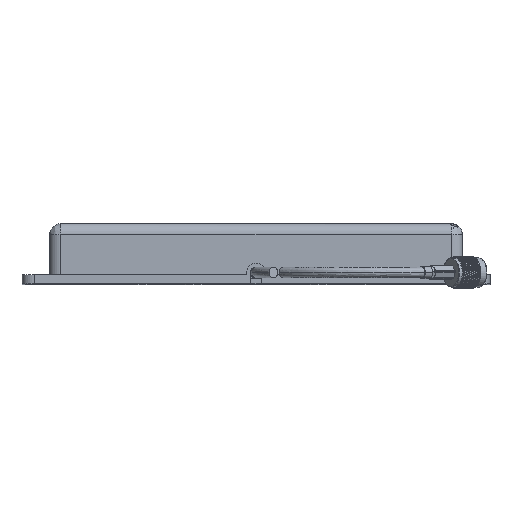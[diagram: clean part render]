
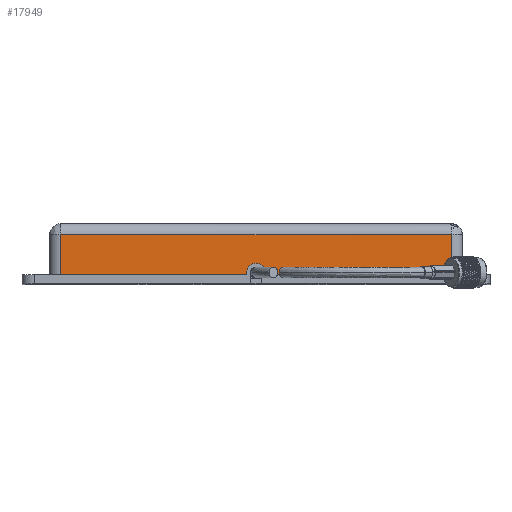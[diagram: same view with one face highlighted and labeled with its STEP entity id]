
A CAD part, top view. The second image highlights one B-rep face of the part: STEP entity #17949.
In plain terms, the highlighted face is planar.
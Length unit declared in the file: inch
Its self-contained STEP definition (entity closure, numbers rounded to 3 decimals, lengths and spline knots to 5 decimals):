
#490 = DIRECTION ( 'NONE',  ( 0., 0., 1. ) ) ;
#1316 = ORIENTED_EDGE ( 'NONE', *, *, #120726, .F. ) ;
#4693 = DIRECTION ( 'NONE',  ( 0., 0., -1. ) ) ;
#4825 = ORIENTED_EDGE ( 'NONE', *, *, #45357, .F. ) ;
#5799 = VECTOR ( 'NONE', #113022, 39.37008 ) ;
#5814 = VERTEX_POINT ( 'NONE', #117238 ) ;
#6461 = VERTEX_POINT ( 'NONE', #118473 ) ;
#7249 = CARTESIAN_POINT ( 'NONE',  ( 18.89771, 16.96078, 0.13 ) ) ;
#10512 = CARTESIAN_POINT ( 'NONE',  ( 18.89771, 16.96078, -0.04 ) ) ;
#12636 = CARTESIAN_POINT ( 'NONE',  ( 19.06771, 16.96078, -0.038 ) ) ;
#17205 = ORIENTED_EDGE ( 'NONE', *, *, #108047, .T. ) ;
#17949 = ADVANCED_FACE ( 'NONE', ( #34618 ), #115756, .T. ) ;
#20866 = ORIENTED_EDGE ( 'NONE', *, *, #68620, .T. ) ;
#21996 = CARTESIAN_POINT ( 'NONE',  ( 18.72771, 16.96078, -0.082 ) ) ;
#23405 = CARTESIAN_POINT ( 'NONE',  ( 15.34771, 16.96078, -0.08 ) ) ;
#24665 = CARTESIAN_POINT ( 'NONE',  ( 22.80271, 16.96078, -0.08 ) ) ;
#27078 = CARTESIAN_POINT ( 'NONE',  ( 18.72771, 16.96078, -0.08 ) ) ;
#33342 = VERTEX_POINT ( 'NONE', #79893 ) ;
#33845 = LINE ( 'NONE', #12636, #5799 ) ;
#34618 = FACE_OUTER_BOUND ( 'NONE', #51470, .T. ) ;
#35486 = ORIENTED_EDGE ( 'NONE', *, *, #66123, .T. ) ;
#36547 = EDGE_CURVE ( 'NONE', #6461, #33342, #33845, .T. ) ;
#36927 = ORIENTED_EDGE ( 'NONE', *, *, #36547, .F. ) ;
#38912 = VECTOR ( 'NONE', #39863, 39.37008 ) ;
#39863 = DIRECTION ( 'NONE',  ( 1., 0., 0. ) ) ;
#42965 = VECTOR ( 'NONE', #49934, 39.37008 ) ;
#44974 = CIRCLE ( 'NONE', #83271, 0.17 ) ;
#45357 = EDGE_CURVE ( 'NONE', #5814, #71101, #72805, .T. ) ;
#46576 = EDGE_CURVE ( 'NONE', #121801, #5814, #122399, .T. ) ;
#47770 = LINE ( 'NONE', #109594, #113497 ) ;
#49934 = DIRECTION ( 'NONE',  ( 0., 0., -1. ) ) ;
#50573 = LINE ( 'NONE', #21996, #42965 ) ;
#51032 = DIRECTION ( 'NONE',  ( 0., 1., 0. ) ) ;
#51470 = EDGE_LOOP ( 'NONE', ( #52722, #20866, #1316, #17205, #35486, #36927, #117561, #4825, #91351 ) ) ;
#51678 = AXIS2_PLACEMENT_3D ( 'NONE', #10512, #51032, #490 ) ;
#52722 = ORIENTED_EDGE ( 'NONE', *, *, #125128, .T. ) ;
#54702 = VERTEX_POINT ( 'NONE', #7249 ) ;
#54798 = DIRECTION ( 'NONE',  ( 0., 0., -1. ) ) ;
#59391 = VERTEX_POINT ( 'NONE', #27078 ) ;
#60573 = CARTESIAN_POINT ( 'NONE',  ( 22.80271, 16.96078, 0.65 ) ) ;
#66123 = EDGE_CURVE ( 'NONE', #54702, #33342, #44974, .T. ) ;
#67844 = VECTOR ( 'NONE', #54798, 39.37008 ) ;
#68620 = EDGE_CURVE ( 'NONE', #120200, #59391, #131606, .T. ) ;
#68692 = CIRCLE ( 'NONE', #51678, 0.17 ) ;
#69124 = DIRECTION ( 'NONE',  ( 0., 0., 1. ) ) ;
#69782 = DIRECTION ( 'NONE',  ( 0., 1., 0. ) ) ;
#71101 = VERTEX_POINT ( 'NONE', #89186 ) ;
#72805 = LINE ( 'NONE', #74114, #67844 ) ;
#74114 = CARTESIAN_POINT ( 'NONE',  ( 22.44771, 16.96078, -0.1165 ) ) ;
#76491 = DIRECTION ( 'NONE',  ( 0., -1., 0. ) ) ;
#79893 = CARTESIAN_POINT ( 'NONE',  ( 19.06771, 16.96078, -0.04 ) ) ;
#83271 = AXIS2_PLACEMENT_3D ( 'NONE', #119009, #69782, #69124 ) ;
#84656 = VECTOR ( 'NONE', #123794, 39.37008 ) ;
#85555 = AXIS2_PLACEMENT_3D ( 'NONE', #117746, #76491, #4693 ) ;
#88222 = CARTESIAN_POINT ( 'NONE',  ( 18.72771, 16.96078, -0.04 ) ) ;
#89186 = CARTESIAN_POINT ( 'NONE',  ( 22.44771, 16.96078, -0.08 ) ) ;
#91351 = ORIENTED_EDGE ( 'NONE', *, *, #46576, .F. ) ;
#95846 = EDGE_CURVE ( 'NONE', #6461, #71101, #104480, .T. ) ;
#101125 = DIRECTION ( 'NONE',  ( 1., 0., 0. ) ) ;
#101959 = VERTEX_POINT ( 'NONE', #88222 ) ;
#104480 = LINE ( 'NONE', #24665, #84656 ) ;
#108047 = EDGE_CURVE ( 'NONE', #101959, #54702, #68692, .T. ) ;
#109594 = CARTESIAN_POINT ( 'NONE',  ( 15.34771, 16.96078, -0.1165 ) ) ;
#111666 = CARTESIAN_POINT ( 'NONE',  ( 22.80271, 16.96078, -0.08 ) ) ;
#113022 = DIRECTION ( 'NONE',  ( 0., 0., 1. ) ) ;
#113497 = VECTOR ( 'NONE', #129516, 39.37008 ) ;
#115756 = PLANE ( 'NONE',  #85555 ) ;
#117238 = CARTESIAN_POINT ( 'NONE',  ( 22.44771, 16.96078, 0.65 ) ) ;
#117561 = ORIENTED_EDGE ( 'NONE', *, *, #95846, .T. ) ;
#117746 = CARTESIAN_POINT ( 'NONE',  ( 22.80271, 16.96078, -0.1165 ) ) ;
#118473 = CARTESIAN_POINT ( 'NONE',  ( 19.06771, 16.96078, -0.08 ) ) ;
#118602 = VECTOR ( 'NONE', #101125, 39.37008 ) ;
#119009 = CARTESIAN_POINT ( 'NONE',  ( 18.89771, 16.96078, -0.04 ) ) ;
#120200 = VERTEX_POINT ( 'NONE', #23405 ) ;
#120726 = EDGE_CURVE ( 'NONE', #101959, #59391, #50573, .T. ) ;
#120977 = CARTESIAN_POINT ( 'NONE',  ( 15.34771, 16.96078, 0.65 ) ) ;
#121801 = VERTEX_POINT ( 'NONE', #120977 ) ;
#122399 = LINE ( 'NONE', #60573, #118602 ) ;
#123794 = DIRECTION ( 'NONE',  ( 1., 0., 0. ) ) ;
#125128 = EDGE_CURVE ( 'NONE', #121801, #120200, #47770, .T. ) ;
#129516 = DIRECTION ( 'NONE',  ( 0., 0., -1. ) ) ;
#131606 = LINE ( 'NONE', #111666, #38912 ) ;
